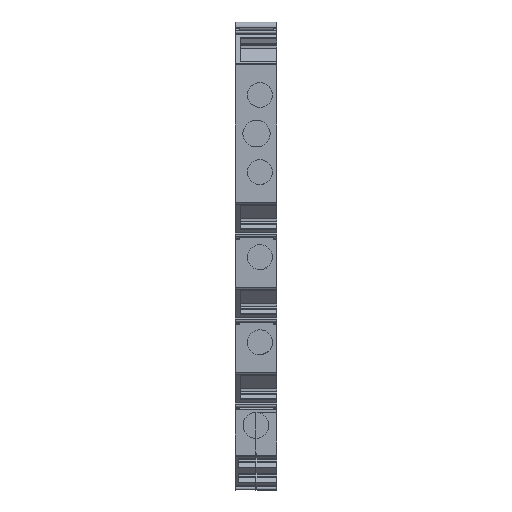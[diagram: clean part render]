
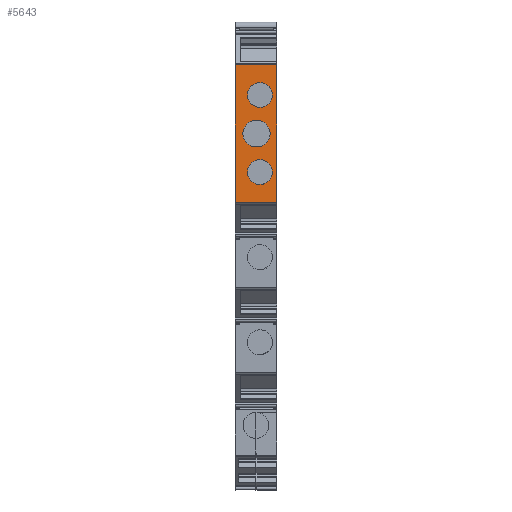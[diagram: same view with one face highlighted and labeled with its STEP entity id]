
A CAD part, top view. The second image highlights one B-rep face of the part: STEP entity #5643.
In plain terms, the highlighted planar face has unit normal (0, 0, 1).
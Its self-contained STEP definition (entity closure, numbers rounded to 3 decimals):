
#5560=AXIS2_PLACEMENT_3D('Plane Axis2P3D',#5557,#5558,#5559) ;
#5575=AXIS2_PLACEMENT_3D('Circle Axis2P3D',#5573,#5574,$) ;
#5591=AXIS2_PLACEMENT_3D('Circle Axis2P3D',#5589,#5590,$) ;
#5609=AXIS2_PLACEMENT_3D('Circle Axis2P3D',#5607,#5608,$) ;
#5618=AXIS2_PLACEMENT_3D('Circle Axis2P3D',#5616,#5617,$) ;
#5627=AXIS2_PLACEMENT_3D('Circle Axis2P3D',#5625,#5626,$) ;
#5636=AXIS2_PLACEMENT_3D('Circle Axis2P3D',#5634,#5635,$) ;
#1577=CARTESIAN_POINT('Vertex',(6.15,62.242,62.85)) ;
#1580=CARTESIAN_POINT('Line Origine',(6.15,52.15,62.85)) ;
#1584=CARTESIAN_POINT('Vertex',(6.15,42.058,62.85)) ;
#2881=CARTESIAN_POINT('Vertex',(0.,42.058,62.85)) ;
#2884=CARTESIAN_POINT('Line Origine',(0.,52.15,62.85)) ;
#2888=CARTESIAN_POINT('Vertex',(0.,62.242,62.85)) ;
#5545=CARTESIAN_POINT('Line Origine',(3.075,62.242,62.85)) ;
#5557=CARTESIAN_POINT('Axis2P3D Location',(0.,42.058,62.85)) ;
#5562=CARTESIAN_POINT('Line Origine',(3.075,42.058,62.85)) ;
#5573=CARTESIAN_POINT('Axis2P3D Location',(3.15,52.15,62.85)) ;
#5577=CARTESIAN_POINT('Vertex',(3.774,54.05,62.85)) ;
#5579=CARTESIAN_POINT('Vertex',(3.774,50.25,62.85)) ;
#5582=CARTESIAN_POINT('Line Origine',(3.15,50.25,62.85)) ;
#5586=CARTESIAN_POINT('Vertex',(2.526,50.25,62.85)) ;
#5589=CARTESIAN_POINT('Axis2P3D Location',(3.15,52.15,62.85)) ;
#5593=CARTESIAN_POINT('Vertex',(2.526,54.05,62.85)) ;
#5596=CARTESIAN_POINT('Line Origine',(3.15,54.05,62.85)) ;
#5607=CARTESIAN_POINT('Axis2P3D Location',(3.65,46.5,62.85)) ;
#5611=CARTESIAN_POINT('Vertex',(3.65,48.325,62.85)) ;
#5613=CARTESIAN_POINT('Vertex',(3.65,44.675,62.85)) ;
#5616=CARTESIAN_POINT('Axis2P3D Location',(3.65,46.5,62.85)) ;
#5625=CARTESIAN_POINT('Axis2P3D Location',(3.65,57.8,62.85)) ;
#5629=CARTESIAN_POINT('Vertex',(3.65,59.625,62.85)) ;
#5631=CARTESIAN_POINT('Vertex',(3.65,55.975,62.85)) ;
#5634=CARTESIAN_POINT('Axis2P3D Location',(3.65,57.8,62.85)) ;
#1581=DIRECTION('Vector Direction',(0.,1.,0.)) ;
#2885=DIRECTION('Vector Direction',(0.,1.,0.)) ;
#5546=DIRECTION('Vector Direction',(-1.,0.,0.)) ;
#5558=DIRECTION('Axis2P3D Direction',(0.,0.,1.)) ;
#5559=DIRECTION('Axis2P3D XDirection',(0.,1.,0.)) ;
#5563=DIRECTION('Vector Direction',(-1.,0.,0.)) ;
#5574=DIRECTION('Axis2P3D Direction',(0.,0.,1.)) ;
#5583=DIRECTION('Vector Direction',(1.,0.,0.)) ;
#5590=DIRECTION('Axis2P3D Direction',(0.,0.,1.)) ;
#5597=DIRECTION('Vector Direction',(1.,0.,0.)) ;
#5608=DIRECTION('Axis2P3D Direction',(0.,0.,1.)) ;
#5617=DIRECTION('Axis2P3D Direction',(0.,0.,1.)) ;
#5626=DIRECTION('Axis2P3D Direction',(0.,0.,1.)) ;
#5635=DIRECTION('Axis2P3D Direction',(0.,0.,1.)) ;
#1582=VECTOR('Line Direction',#1581,1.) ;
#2886=VECTOR('Line Direction',#2885,1.) ;
#5547=VECTOR('Line Direction',#5546,1.) ;
#5564=VECTOR('Line Direction',#5563,1.) ;
#5584=VECTOR('Line Direction',#5583,1.) ;
#5598=VECTOR('Line Direction',#5597,1.) ;
#5568=ORIENTED_EDGE('',*,*,#1586,.T.) ;
#5569=ORIENTED_EDGE('',*,*,#5549,.T.) ;
#5570=ORIENTED_EDGE('',*,*,#2890,.F.) ;
#5571=ORIENTED_EDGE('',*,*,#5566,.F.) ;
#5602=ORIENTED_EDGE('',*,*,#5581,.T.) ;
#5603=ORIENTED_EDGE('',*,*,#5588,.T.) ;
#5604=ORIENTED_EDGE('',*,*,#5595,.T.) ;
#5605=ORIENTED_EDGE('',*,*,#5600,.T.) ;
#5622=ORIENTED_EDGE('',*,*,#5615,.F.) ;
#5623=ORIENTED_EDGE('',*,*,#5620,.T.) ;
#5640=ORIENTED_EDGE('',*,*,#5633,.T.) ;
#5641=ORIENTED_EDGE('',*,*,#5638,.T.) ;
#5606=FACE_BOUND('',#5601,.T.) ;
#5624=FACE_BOUND('',#5621,.T.) ;
#5642=FACE_BOUND('',#5639,.T.) ;
#5643=ADVANCED_FACE('KLTR VLI1.5-PE.1\\K\X2\00F6\X0\rper.53 ( *SOL10 - wsp *MASTER -  -Non Smart-  )',(#5572,#5606,#5624,#5642),#5561,.T.) ;
#5576=CIRCLE('generated circle',#5575,2.) ;
#5592=CIRCLE('generated circle',#5591,2.) ;
#5610=CIRCLE('generated circle',#5609,1.825) ;
#5619=CIRCLE('generated circle',#5618,1.825) ;
#5628=CIRCLE('generated circle',#5627,1.825) ;
#5637=CIRCLE('generated circle',#5636,1.825) ;
#1586=EDGE_CURVE('',#1585,#1578,#1583,.T.) ;
#2890=EDGE_CURVE('',#2882,#2889,#2887,.T.) ;
#5549=EDGE_CURVE('',#1578,#2889,#5548,.T.) ;
#5566=EDGE_CURVE('',#1585,#2882,#5565,.T.) ;
#5581=EDGE_CURVE('',#5578,#5580,#5576,.F.) ;
#5588=EDGE_CURVE('',#5580,#5587,#5585,.F.) ;
#5595=EDGE_CURVE('',#5587,#5594,#5592,.F.) ;
#5600=EDGE_CURVE('',#5594,#5578,#5599,.T.) ;
#5615=EDGE_CURVE('',#5612,#5614,#5610,.T.) ;
#5620=EDGE_CURVE('',#5612,#5614,#5619,.F.) ;
#5633=EDGE_CURVE('',#5630,#5632,#5628,.F.) ;
#5638=EDGE_CURVE('',#5632,#5630,#5637,.F.) ;
#5567=EDGE_LOOP('',(#5568,#5569,#5570,#5571)) ;
#5601=EDGE_LOOP('',(#5602,#5603,#5604,#5605)) ;
#5621=EDGE_LOOP('',(#5622,#5623)) ;
#5639=EDGE_LOOP('',(#5640,#5641)) ;
#5572=FACE_OUTER_BOUND('',#5567,.T.) ;
#1583=LINE('Line',#1580,#1582) ;
#2887=LINE('Line',#2884,#2886) ;
#5548=LINE('Line',#5545,#5547) ;
#5565=LINE('Line',#5562,#5564) ;
#5585=LINE('Line',#5582,#5584) ;
#5599=LINE('Line',#5596,#5598) ;
#5561=PLANE('',#5560) ;
#1578=VERTEX_POINT('',#1577) ;
#1585=VERTEX_POINT('',#1584) ;
#2882=VERTEX_POINT('',#2881) ;
#2889=VERTEX_POINT('',#2888) ;
#5578=VERTEX_POINT('',#5577) ;
#5580=VERTEX_POINT('',#5579) ;
#5587=VERTEX_POINT('',#5586) ;
#5594=VERTEX_POINT('',#5593) ;
#5612=VERTEX_POINT('',#5611) ;
#5614=VERTEX_POINT('',#5613) ;
#5630=VERTEX_POINT('',#5629) ;
#5632=VERTEX_POINT('',#5631) ;
